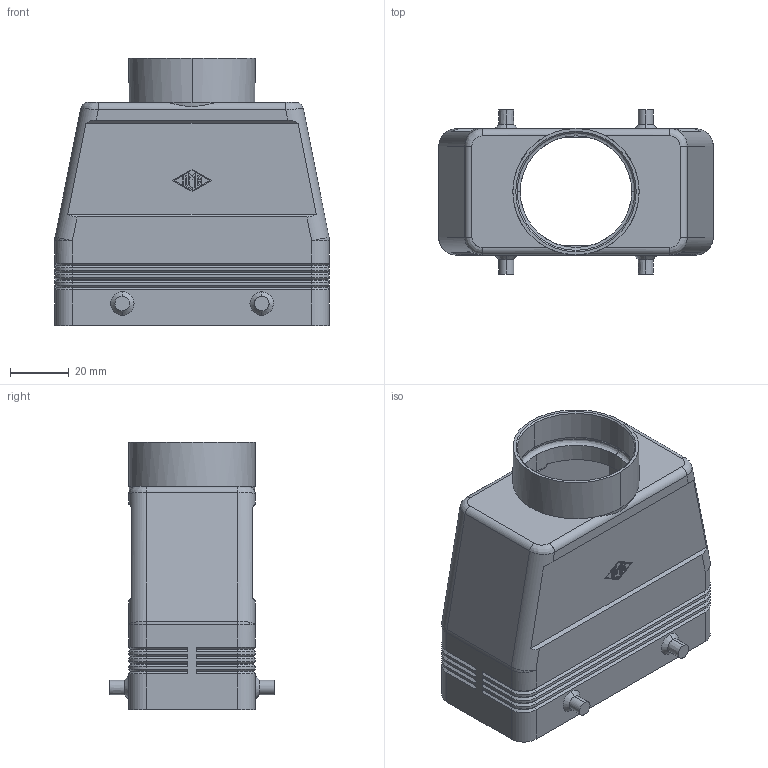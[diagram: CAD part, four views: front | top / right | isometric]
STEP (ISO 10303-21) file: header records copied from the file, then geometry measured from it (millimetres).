
FILE_DESCRIPTION(('Creo Elements/Direct Modeling STEP Export'),'2;1');
FILE_NAME('0lndrr043elas7a3848','2016-06-29T10:43:33',(''),(''),'PTC Creo Elements/Direct Modeling STEP processor for AP214 (Solid Model)','PTC Creo Elements/Direct Modeling 19.0B 21-Mar-2015 (C) Parametric Technology GmbH','');
FILE_SCHEMA(('AUTOMOTIVE_DESIGN { 1 0 10303 214 1 1 1 1 }'));
Length unit declared in the file: millimetre
Products named in the file (1): MAVR_16_40
Bounding box: 93.5 x 56 x 91 mm (x, y, z)
Volume: 72563.9 mm3; surface area: 46391.3 mm2
Topology: 1 solids, 1 shells, 348 faces, 841 edges, 500 vertices
Faces by surface type: plane 157, bspline 74, cylinder 72, cone 40, sphere 5
Entity records: 15149 total; most frequent: CARTESIAN_POINT 7459, ORIENTED_EDGE 1656, DIRECTION 1443, EDGE_CURVE 828, VECTOR 551, LINE 551, VERTEX_POINT 500, AXIS2_PLACEMENT_3D 446
